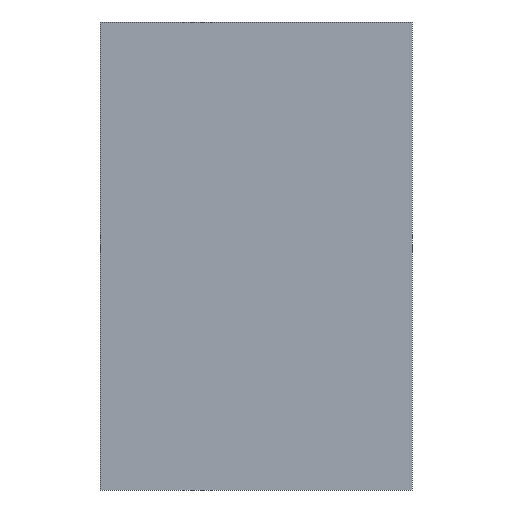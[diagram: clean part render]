
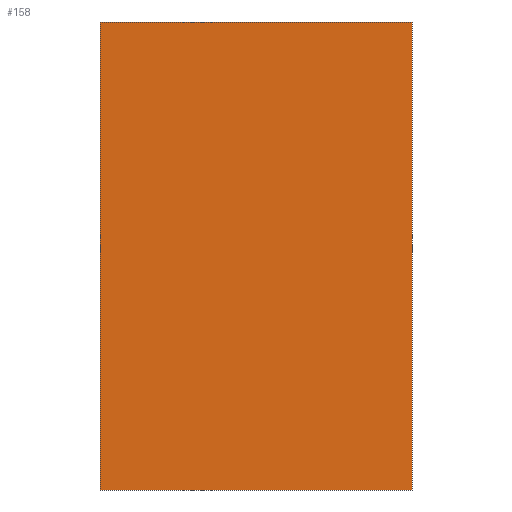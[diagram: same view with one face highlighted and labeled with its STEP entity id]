
A CAD part, left-side view. The second image highlights one B-rep face of the part: STEP entity #158.
In plain terms, the highlighted free-form (B-spline) face has degree [1, 1] with [2, 2] control points.
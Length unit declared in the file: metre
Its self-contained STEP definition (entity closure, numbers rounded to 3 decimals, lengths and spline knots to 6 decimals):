
#7=CARTESIAN_POINT('',(0.,0.,0.));
#8=VERTEX_POINT('',#7);
#9=CARTESIAN_POINT('',(0.,2.,0.));
#10=VERTEX_POINT('',#9);
#15=CARTESIAN_POINT('',(0.,0.,3.));
#16=VERTEX_POINT('',#15);
#17=CARTESIAN_POINT('',(0.,2.,3.));
#18=VERTEX_POINT('',#17);
#41=CARTESIAN_POINT('',(0.,0.,0.));
#42=DIRECTION('',(0.,1.,0.));
#43=VECTOR('',#42,2.);
#44=LINE('',#41,#43);
#45=EDGE_CURVE('',#8,#10,#44,.T.);
#61=CARTESIAN_POINT('',(0.,0.,3.));
#62=DIRECTION('',(0.,1.,0.));
#63=VECTOR('',#62,2.);
#64=LINE('',#61,#63);
#65=EDGE_CURVE('',#16,#18,#64,.T.);
#81=CARTESIAN_POINT('',(0.,0.,0.));
#82=DIRECTION('',(0.,0.,1.));
#83=VECTOR('',#82,3.);
#84=LINE('',#81,#83);
#85=EDGE_CURVE('',#8,#16,#84,.T.);
#86=CARTESIAN_POINT('',(0.,2.,0.));
#87=DIRECTION('',(0.,0.,1.));
#88=VECTOR('',#87,3.);
#89=LINE('',#86,#88);
#90=EDGE_CURVE('',#10,#18,#89,.T.);
#147=CARTESIAN_POINT('',(0.,0.,0.));
#148=CARTESIAN_POINT('',(0.,0.,3.));
#149=CARTESIAN_POINT('',(0.,2.,0.));
#150=CARTESIAN_POINT('',(0.,2.,3.));
#151=B_SPLINE_SURFACE_WITH_KNOTS('',1,1,((#147,#148),(#149,#150)),.UNSPECIFIED.,.F.,.F.,.U.,(2,2),(2,2),(0.,1.),(0.,1.),.UNSPECIFIED.);
#152=ORIENTED_EDGE('',*,*,#45,.F.);
#153=ORIENTED_EDGE('',*,*,#90,.F.);
#154=ORIENTED_EDGE('',*,*,#65,.T.);
#155=ORIENTED_EDGE('',*,*,#85,.T.);
#156=EDGE_LOOP('',(#155,#154,#153,#152));
#157=FACE_OUTER_BOUND('',#156,.T.);
#158=ADVANCED_FACE('',(#157),#151,.F.);
